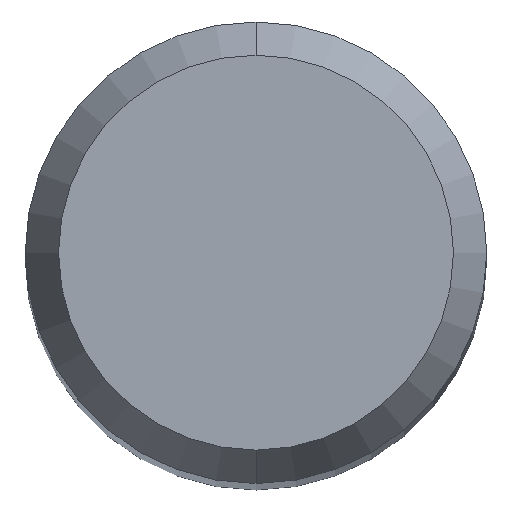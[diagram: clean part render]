
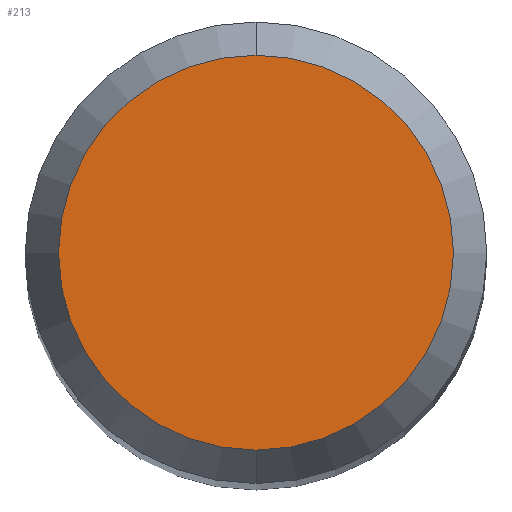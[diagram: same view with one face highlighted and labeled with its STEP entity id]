
A CAD part, top view. The second image highlights one B-rep face of the part: STEP entity #213.
In plain terms, the highlighted planar face has unit normal (0, 0, 1).
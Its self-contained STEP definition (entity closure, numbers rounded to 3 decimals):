
#145=EDGE_CURVE('',#307,#191,#364,.T.);
#177=EDGE_CURVE('',#191,#307,#404,.T.);
#191=VERTEX_POINT('',#418);
#213=ADVANCED_FACE('',(#441),#442,.T.);
#307=VERTEX_POINT('',#551);
#364=CIRCLE('',#610,1.358);
#404=CIRCLE('',#657,1.358);
#418=CARTESIAN_POINT('',(0.,-1.358,0.01));
#441=FACE_OUTER_BOUND('',#704,.T.);
#442=PLANE('',#705);
#551=CARTESIAN_POINT('',(0.0,1.358,0.01));
#610=AXIS2_PLACEMENT_3D('',#892,#893,#894);
#657=AXIS2_PLACEMENT_3D('',#963,#964,#965);
#704=EDGE_LOOP('',(#995,#996));
#705=AXIS2_PLACEMENT_3D('',#997,#998,#999);
#892=CARTESIAN_POINT('',(0.0,0.0,0.01));
#893=DIRECTION('',(0.0,0.0,-1.0));
#894=DIRECTION('',(0.0,1.0,0.0));
#963=CARTESIAN_POINT('',(0.0,0.0,0.01));
#964=DIRECTION('',(0.0,0.0,-1.0));
#965=DIRECTION('',(0.0,1.0,0.0));
#995=ORIENTED_EDGE('',*,*,#145,.F.);
#996=ORIENTED_EDGE('',*,*,#177,.F.);
#997=CARTESIAN_POINT('',(0.0,0.679,0.01));
#998=DIRECTION('',(-0.0,0.0,1.0));
#999=DIRECTION('',(0.0,-1.0,0.0));
